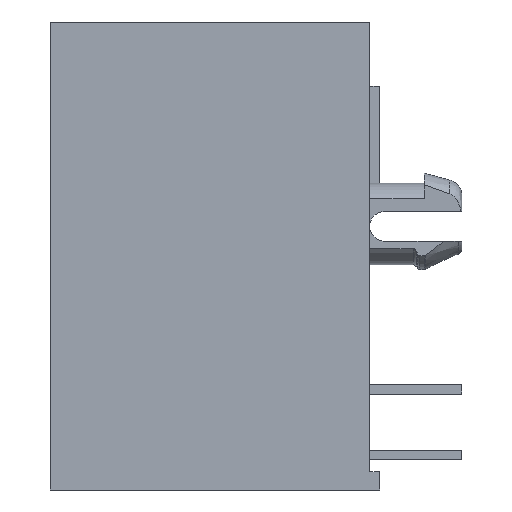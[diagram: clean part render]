
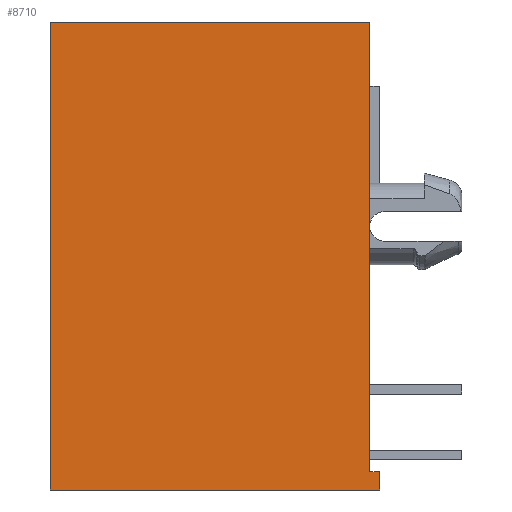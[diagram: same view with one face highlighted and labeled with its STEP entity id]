
A CAD part, left-side view. The second image highlights one B-rep face of the part: STEP entity #8710.
In plain terms, the highlighted planar face has unit normal (-1, 0, 0).
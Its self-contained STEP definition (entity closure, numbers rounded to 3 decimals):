
#70 = DIRECTION ( 'NONE',  ( 0., 1., 0. ) ) ;
#503 = ORIENTED_EDGE ( 'NONE', *, *, #11221, .T. ) ;
#1667 = AXIS2_PLACEMENT_3D ( 'NONE', #7277, #8154, #10019 ) ;
#1943 = CARTESIAN_POINT ( 'NONE',  ( -6.985, -4.733, -9.017 ) ) ;
#2036 = ORIENTED_EDGE ( 'NONE', *, *, #2864, .T. ) ;
#2162 = VERTEX_POINT ( 'NONE', #10151 ) ;
#2173 = ORIENTED_EDGE ( 'NONE', *, *, #2783, .T. ) ;
#2290 = LINE ( 'NONE', #5577, #6185 ) ;
#2628 = CARTESIAN_POINT ( 'NONE',  ( -6.985, -4.733, 9.017 ) ) ;
#2783 = EDGE_CURVE ( 'NONE', #5849, #6156, #3384, .T. ) ;
#2855 = DIRECTION ( 'NONE',  ( 0., 0., 1. ) ) ;
#2864 = EDGE_CURVE ( 'NONE', #6914, #5849, #7022, .T. ) ;
#2875 = VECTOR ( 'NONE', #4061, 1000. ) ;
#3002 = DIRECTION ( 'NONE',  ( 0., -1., 0. ) ) ;
#3052 = FACE_OUTER_BOUND ( 'NONE', #7981, .T. ) ;
#3280 = EDGE_CURVE ( 'NONE', #2162, #6914, #8214, .T. ) ;
#3384 = LINE ( 'NONE', #2628, #8536 ) ;
#3742 = CARTESIAN_POINT ( 'NONE',  ( -6.985, -4.733, -9.017 ) ) ;
#4040 = DIRECTION ( 'NONE',  ( 0., 1., 0. ) ) ;
#4061 = DIRECTION ( 'NONE',  ( 0., 0., -1. ) ) ;
#4494 = CARTESIAN_POINT ( 'NONE',  ( -6.985, -4.352, 9.017 ) ) ;
#4933 = VERTEX_POINT ( 'NONE', #1943 ) ;
#4950 = LINE ( 'NONE', #9368, #2875 ) ;
#5110 = CARTESIAN_POINT ( 'NONE',  ( -6.985, -4.352, -9.017 ) ) ;
#5149 = EDGE_CURVE ( 'NONE', #4933, #2162, #2290, .T. ) ;
#5577 = CARTESIAN_POINT ( 'NONE',  ( -6.985, -4.733, -9.017 ) ) ;
#5637 = ORIENTED_EDGE ( 'NONE', *, *, #3280, .T. ) ;
#5849 = VERTEX_POINT ( 'NONE', #4494 ) ;
#6156 = VERTEX_POINT ( 'NONE', #10458 ) ;
#6185 = VECTOR ( 'NONE', #2855, 1000. ) ;
#6914 = VERTEX_POINT ( 'NONE', #11061 ) ;
#7022 = LINE ( 'NONE', #5110, #8809 ) ;
#7277 = CARTESIAN_POINT ( 'NONE',  ( -6.985, -4.733, -9.017 ) ) ;
#7543 = VECTOR ( 'NONE', #70, 1000. ) ;
#7552 = ORIENTED_EDGE ( 'NONE', *, *, #5149, .T. ) ;
#7948 = ORIENTED_EDGE ( 'NONE', *, *, #10339, .T. ) ;
#7981 = EDGE_LOOP ( 'NONE', ( #503, #7552, #5637, #2036, #2173, #7948 ) ) ;
#8154 = DIRECTION ( 'NONE',  ( -1., 0., 0. ) ) ;
#8214 = LINE ( 'NONE', #11119, #7543 ) ;
#8379 = LINE ( 'NONE', #3742, #8808 ) ;
#8536 = VECTOR ( 'NONE', #4040, 1000. ) ;
#8710 = ADVANCED_FACE ( 'NONE', ( #3052 ), #11461, .T. ) ;
#8808 = VECTOR ( 'NONE', #3002, 1000. ) ;
#8809 = VECTOR ( 'NONE', #11421, 1000. ) ;
#9368 = CARTESIAN_POINT ( 'NONE',  ( -6.985, 7.967, 9.017 ) ) ;
#10019 = DIRECTION ( 'NONE',  ( 0., 0., 1. ) ) ;
#10151 = CARTESIAN_POINT ( 'NONE',  ( -6.985, -4.733, -8.319 ) ) ;
#10230 = CARTESIAN_POINT ( 'NONE',  ( -6.985, 7.967, -9.017 ) ) ;
#10339 = EDGE_CURVE ( 'NONE', #6156, #10701, #4950, .T. ) ;
#10458 = CARTESIAN_POINT ( 'NONE',  ( -6.985, 7.967, 9.017 ) ) ;
#10701 = VERTEX_POINT ( 'NONE', #10230 ) ;
#11061 = CARTESIAN_POINT ( 'NONE',  ( -6.985, -4.352, -8.319 ) ) ;
#11119 = CARTESIAN_POINT ( 'NONE',  ( -6.985, -4.733, -8.319 ) ) ;
#11221 = EDGE_CURVE ( 'NONE', #10701, #4933, #8379, .T. ) ;
#11421 = DIRECTION ( 'NONE',  ( 0., 0., 1. ) ) ;
#11461 = PLANE ( 'NONE',  #1667 ) ;
